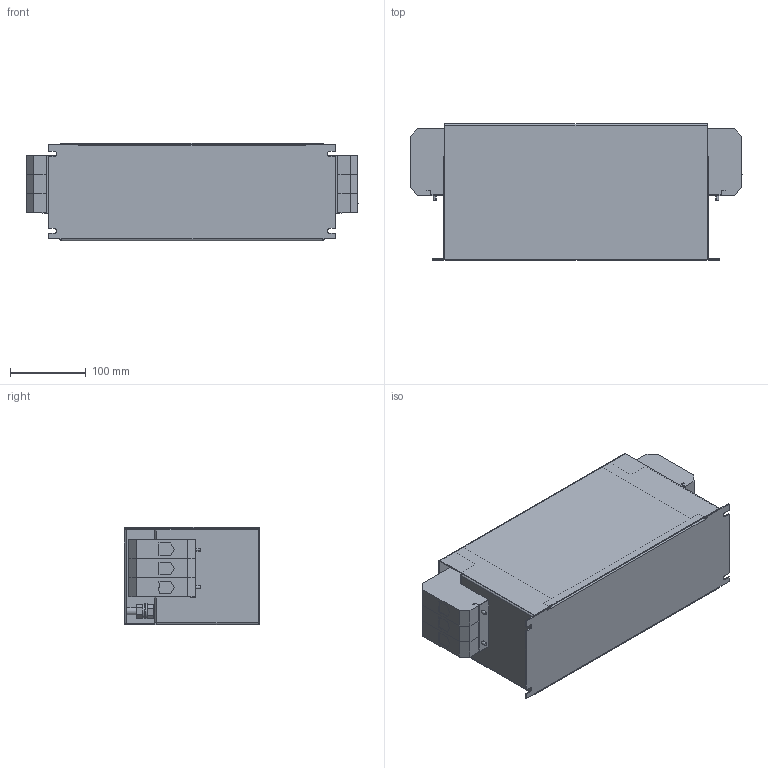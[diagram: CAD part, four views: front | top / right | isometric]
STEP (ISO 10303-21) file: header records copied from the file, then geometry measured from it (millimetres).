
FILE_DESCRIPTION (( 'STEP AP214' ), '1' );
FILE_NAME ('302353.STEP', '2020-09-22T06:09:33', ( '' ), ( '' ), 'SwSTEP 2.0', 'SolidWorks 2018', '' );
FILE_SCHEMA (( 'AUTOMOTIVE_DESIGN' ));
Length unit declared in the file: millimetre
Products named in the file (1): 302353
Bounding box: 439.6 x 180 x 129 mm (x, y, z)
Volume: 1401764.3 mm3; surface area: 577440.5 mm2
Topology: 1 solids, 1 shells, 690 faces, 1690 edges, 1028 vertices
Faces by surface type: plane 566, cylinder 100, bspline 24
Entity records: 19932 total; most frequent: CARTESIAN_POINT 3925, ORIENTED_EDGE 3380, DIRECTION 3180, EDGE_CURVE 1690, LINE 1350, VECTOR 1350, VERTEX_POINT 1028, AXIS2_PLACEMENT_3D 915
